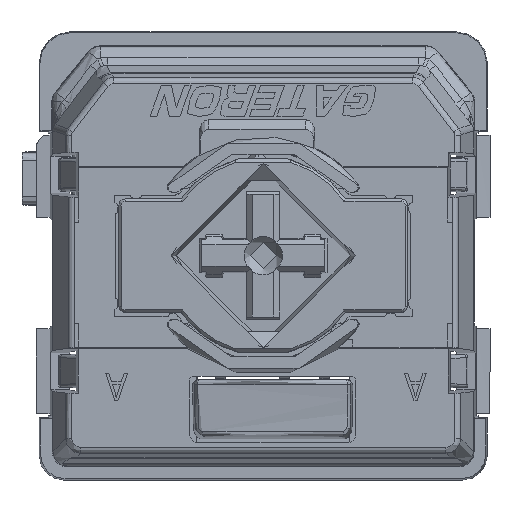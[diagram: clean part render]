
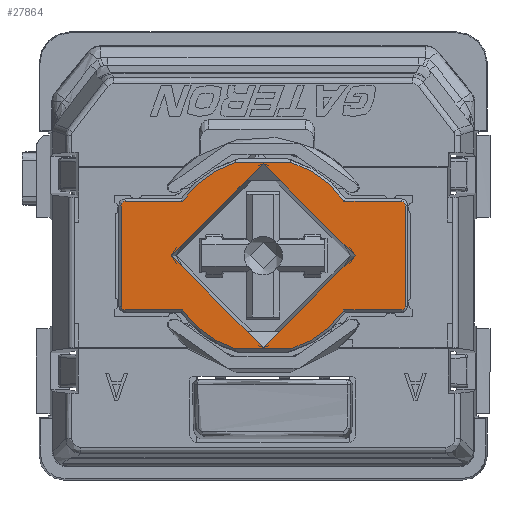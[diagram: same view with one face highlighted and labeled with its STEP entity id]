
A CAD part, top view. The second image highlights one B-rep face of the part: STEP entity #27864.
In plain terms, the highlighted planar face has unit normal (0, 0, 1).
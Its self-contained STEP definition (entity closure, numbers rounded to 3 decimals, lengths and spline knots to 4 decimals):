
#355=FACE_BOUND('',#4556,.T.);
#1114=CIRCLE('',#29738,0.2994);
#1120=CIRCLE('',#29777,0.317);
#1121=CIRCLE('',#29778,0.012);
#1122=CIRCLE('',#29779,0.012);
#1123=CIRCLE('',#29780,0.317);
#1124=CIRCLE('',#29781,0.317);
#1125=CIRCLE('',#29782,0.012);
#1126=CIRCLE('',#29783,0.012);
#1127=CIRCLE('',#29784,0.317);
#1795=PLANE('',#29776);
#2976=FACE_OUTER_BOUND('',#4555,.T.);
#4555=EDGE_LOOP('',(#21842,#21843,#21844,#21845,#21846,#21847,#21848,#21849,
#21850,#21851,#21852,#21853,#21854,#21855,#21856,#21857));
#4556=EDGE_LOOP('',(#21858));
#7041=LINE('',#45569,#9777);
#7042=LINE('',#45573,#9778);
#7043=LINE('',#45577,#9779);
#7044=LINE('',#45581,#9780);
#7045=LINE('',#45585,#9781);
#7046=LINE('',#45589,#9782);
#7047=LINE('',#45593,#9783);
#7048=LINE('',#45596,#9784);
#9777=VECTOR('',#34196,0.1);
#9778=VECTOR('',#34199,0.1);
#9779=VECTOR('',#34202,0.1);
#9780=VECTOR('',#34205,0.1);
#9781=VECTOR('',#34208,0.1);
#9782=VECTOR('',#34211,0.1);
#9783=VECTOR('',#34214,0.1);
#9784=VECTOR('',#34217,0.1);
#12545=VERTEX_POINT('',#45479);
#12563=VERTEX_POINT('',#45565);
#12564=VERTEX_POINT('',#45566);
#12565=VERTEX_POINT('',#45568);
#12566=VERTEX_POINT('',#45570);
#12567=VERTEX_POINT('',#45572);
#12568=VERTEX_POINT('',#45574);
#12569=VERTEX_POINT('',#45576);
#12570=VERTEX_POINT('',#45578);
#12571=VERTEX_POINT('',#45580);
#12572=VERTEX_POINT('',#45582);
#12573=VERTEX_POINT('',#45584);
#12574=VERTEX_POINT('',#45586);
#12575=VERTEX_POINT('',#45588);
#12576=VERTEX_POINT('',#45590);
#12577=VERTEX_POINT('',#45592);
#12578=VERTEX_POINT('',#45594);
#15870=EDGE_CURVE('',#12545,#12545,#1114,.T.);
#15912=EDGE_CURVE('',#12563,#12564,#1120,.T.);
#15913=EDGE_CURVE('',#12564,#12565,#7041,.T.);
#15914=EDGE_CURVE('',#12565,#12566,#1121,.T.);
#15915=EDGE_CURVE('',#12566,#12567,#7042,.T.);
#15916=EDGE_CURVE('',#12567,#12568,#1122,.T.);
#15917=EDGE_CURVE('',#12568,#12569,#7043,.T.);
#15918=EDGE_CURVE('',#12569,#12570,#1123,.T.);
#15919=EDGE_CURVE('',#12570,#12571,#7044,.T.);
#15920=EDGE_CURVE('',#12571,#12572,#1124,.T.);
#15921=EDGE_CURVE('',#12572,#12573,#7045,.T.);
#15922=EDGE_CURVE('',#12573,#12574,#1125,.T.);
#15923=EDGE_CURVE('',#12574,#12575,#7046,.T.);
#15924=EDGE_CURVE('',#12575,#12576,#1126,.T.);
#15925=EDGE_CURVE('',#12576,#12577,#7047,.T.);
#15926=EDGE_CURVE('',#12577,#12578,#1127,.T.);
#15927=EDGE_CURVE('',#12578,#12563,#7048,.T.);
#21842=ORIENTED_EDGE('',*,*,#15912,.T.);
#21843=ORIENTED_EDGE('',*,*,#15913,.T.);
#21844=ORIENTED_EDGE('',*,*,#15914,.T.);
#21845=ORIENTED_EDGE('',*,*,#15915,.T.);
#21846=ORIENTED_EDGE('',*,*,#15916,.T.);
#21847=ORIENTED_EDGE('',*,*,#15917,.T.);
#21848=ORIENTED_EDGE('',*,*,#15918,.T.);
#21849=ORIENTED_EDGE('',*,*,#15919,.T.);
#21850=ORIENTED_EDGE('',*,*,#15920,.T.);
#21851=ORIENTED_EDGE('',*,*,#15921,.T.);
#21852=ORIENTED_EDGE('',*,*,#15922,.T.);
#21853=ORIENTED_EDGE('',*,*,#15923,.T.);
#21854=ORIENTED_EDGE('',*,*,#15924,.T.);
#21855=ORIENTED_EDGE('',*,*,#15925,.T.);
#21856=ORIENTED_EDGE('',*,*,#15926,.T.);
#21857=ORIENTED_EDGE('',*,*,#15927,.T.);
#21858=ORIENTED_EDGE('',*,*,#15870,.T.);
#27864=ADVANCED_FACE('',(#2976,#355),#1795,.F.);
#29738=AXIS2_PLACEMENT_3D('',#45481,#34088,#34089);
#29776=AXIS2_PLACEMENT_3D('',#45564,#34192,#34193);
#29777=AXIS2_PLACEMENT_3D('',#45567,#34194,#34195);
#29778=AXIS2_PLACEMENT_3D('',#45571,#34197,#34198);
#29779=AXIS2_PLACEMENT_3D('',#45575,#34200,#34201);
#29780=AXIS2_PLACEMENT_3D('',#45579,#34203,#34204);
#29781=AXIS2_PLACEMENT_3D('',#45583,#34206,#34207);
#29782=AXIS2_PLACEMENT_3D('',#45587,#34209,#34210);
#29783=AXIS2_PLACEMENT_3D('',#45591,#34212,#34213);
#29784=AXIS2_PLACEMENT_3D('',#45595,#34215,#34216);
#34088=DIRECTION('center_axis',(0.,0.,-1.));
#34089=DIRECTION('ref_axis',(-1.,0.,0.));
#34192=DIRECTION('center_axis',(0.,0.,-1.));
#34193=DIRECTION('ref_axis',(1.,0.,0.));
#34194=DIRECTION('center_axis',(0.,0.,1.));
#34195=DIRECTION('ref_axis',(-1.,0.,0.));
#34196=DIRECTION('',(1.,0.,0.));
#34197=DIRECTION('center_axis',(0.,0.,1.));
#34198=DIRECTION('ref_axis',(-1.,0.,0.));
#34199=DIRECTION('',(0.,1.,0.));
#34200=DIRECTION('center_axis',(0.,0.,1.));
#34201=DIRECTION('ref_axis',(-1.,0.,0.));
#34202=DIRECTION('',(-1.,0.,0.));
#34203=DIRECTION('center_axis',(0.,0.,1.));
#34204=DIRECTION('ref_axis',(-1.,0.,0.));
#34205=DIRECTION('',(-1.,0.,0.));
#34206=DIRECTION('center_axis',(0.,0.,1.));
#34207=DIRECTION('ref_axis',(-1.,0.,0.));
#34208=DIRECTION('',(-1.,0.,0.));
#34209=DIRECTION('center_axis',(0.,0.,1.));
#34210=DIRECTION('ref_axis',(-1.,0.,0.));
#34211=DIRECTION('',(0.,-1.,0.));
#34212=DIRECTION('center_axis',(0.,0.,1.));
#34213=DIRECTION('ref_axis',(-1.,0.,0.));
#34214=DIRECTION('',(1.,0.,0.));
#34215=DIRECTION('center_axis',(0.,0.,1.));
#34216=DIRECTION('ref_axis',(-1.,0.,0.));
#34217=DIRECTION('',(1.,0.,0.));
#45479=CARTESIAN_POINT('',(0.2994,0.,1.3));
#45481=CARTESIAN_POINT('Origin',(0.,0.,1.3));
#45564=CARTESIAN_POINT('Origin',(4.9212,-0.0259,1.3));
#45565=CARTESIAN_POINT('',(0.0898,-0.304,1.3));
#45566=CARTESIAN_POINT('',(0.263,-0.177,1.3));
#45567=CARTESIAN_POINT('Origin',(0.,0.,1.3));
#45568=CARTESIAN_POINT('',(0.45,-0.177,1.3));
#45569=CARTESIAN_POINT('',(0.4492,-0.177,1.3));
#45570=CARTESIAN_POINT('',(0.462,-0.165,1.3));
#45571=CARTESIAN_POINT('Origin',(0.45,-0.165,1.3));
#45572=CARTESIAN_POINT('',(0.462,0.165,1.3));
#45573=CARTESIAN_POINT('',(0.462,0.164,1.3));
#45574=CARTESIAN_POINT('',(0.45,0.177,1.3));
#45575=CARTESIAN_POINT('Origin',(0.45,0.165,1.3));
#45576=CARTESIAN_POINT('',(0.263,0.177,1.3));
#45577=CARTESIAN_POINT('',(0.2679,0.177,1.3));
#45578=CARTESIAN_POINT('',(0.0899,0.304,1.3));
#45579=CARTESIAN_POINT('Origin',(0.,0.,1.3));
#45580=CARTESIAN_POINT('',(-0.0898,0.304,1.3));
#45581=CARTESIAN_POINT('',(0.0802,0.304,1.3));
#45582=CARTESIAN_POINT('',(-0.263,0.177,1.3));
#45583=CARTESIAN_POINT('Origin',(0.,0.,1.3));
#45584=CARTESIAN_POINT('',(-0.45,0.177,1.3));
#45585=CARTESIAN_POINT('',(-0.45,0.177,1.3));
#45586=CARTESIAN_POINT('',(-0.462,0.165,1.3));
#45587=CARTESIAN_POINT('Origin',(-0.45,0.165,1.3));
#45588=CARTESIAN_POINT('',(-0.462,-0.165,1.3));
#45589=CARTESIAN_POINT('',(-0.462,-0.164,1.3));
#45590=CARTESIAN_POINT('',(-0.45,-0.177,1.3));
#45591=CARTESIAN_POINT('Origin',(-0.45,-0.165,1.3));
#45592=CARTESIAN_POINT('',(-0.263,-0.177,1.3));
#45593=CARTESIAN_POINT('',(-0.268,-0.177,1.3));
#45594=CARTESIAN_POINT('',(-0.0898,-0.304,1.3));
#45595=CARTESIAN_POINT('Origin',(0.,0.,1.3));
#45596=CARTESIAN_POINT('',(4.9212,-0.304,1.3));
